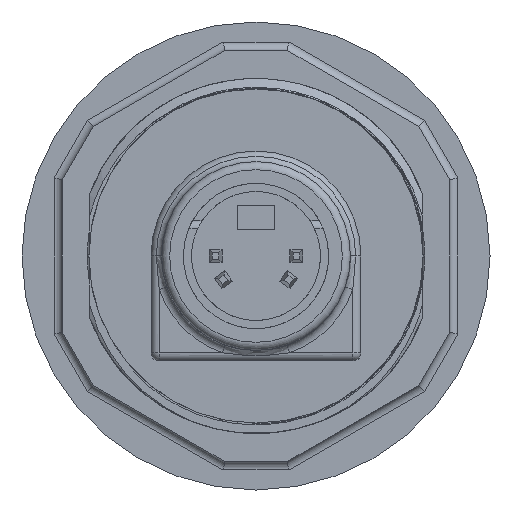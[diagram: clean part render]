
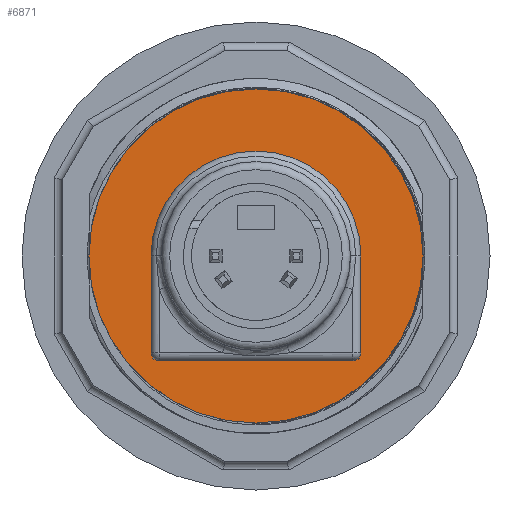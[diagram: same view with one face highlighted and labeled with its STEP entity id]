
A CAD part, front view. The second image highlights one B-rep face of the part: STEP entity #6871.
In plain terms, the highlighted planar face has unit normal (0, -1, 0).
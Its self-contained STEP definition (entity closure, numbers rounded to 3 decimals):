
#1500=PLANE($,#7328);
#1694=FACE_BOUND($,#2256,.T.);
#1695=FACE_BOUND($,#2257,.T.);
#2256=EDGE_LOOP($,(#5205));
#2257=EDGE_LOOP($,(#5206));
#2663=CIRCLE($,#7329,4.6);
#2664=CIRCLE($,#7330,10.35);
#3138=VERTEX_POINT($,#13159);
#3139=VERTEX_POINT($,#13161);
#3937=EDGE_CURVE($,#3138,#3138,#2663,.T.);
#3938=EDGE_CURVE($,#3139,#3139,#2664,.T.);
#5205=ORIENTED_EDGE($,*,*,#3937,.T.);
#5206=ORIENTED_EDGE($,*,*,#3938,.F.);
#6871=ADVANCED_FACE($,(#1694,#1695),#1500,.T.);
#7328=AXIS2_PLACEMENT_3D($,#13158,#8190,#8191);
#7329=AXIS2_PLACEMENT_3D($,#13160,#8192,#8193);
#7330=AXIS2_PLACEMENT_3D($,#13162,#8194,#8195);
#8190=DIRECTION('center_axis',(0.,-1.,0.));
#8191=DIRECTION('ref_axis',(1.,0.,0.));
#8192=DIRECTION('center_axis',(0.,1.,0.));
#8193=DIRECTION('ref_axis',(1.,0.,0.));
#8194=DIRECTION('center_axis',(0.,1.,0.));
#8195=DIRECTION('ref_axis',(-1.,0.,0.));
#13158=CARTESIAN_POINT('Origin',(0.,-15.,0.));
#13159=CARTESIAN_POINT('',(0.,-15.,4.6));
#13160=CARTESIAN_POINT('Origin',(0.,-15.,0.));
#13161=CARTESIAN_POINT('',(-10.35,-15.,0.));
#13162=CARTESIAN_POINT('Origin',(0.,-15.,0.));
